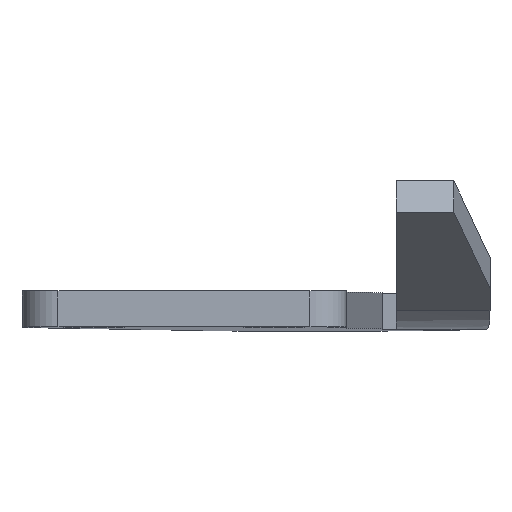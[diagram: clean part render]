
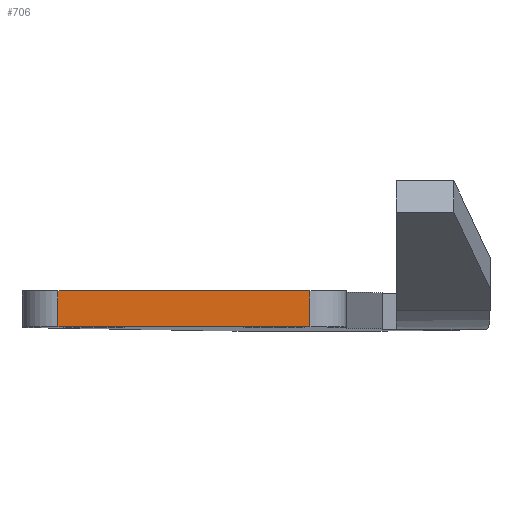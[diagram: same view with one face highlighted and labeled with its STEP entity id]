
A CAD part, top view. The second image highlights one B-rep face of the part: STEP entity #706.
In plain terms, the highlighted planar face has unit normal (0, 0, 1).
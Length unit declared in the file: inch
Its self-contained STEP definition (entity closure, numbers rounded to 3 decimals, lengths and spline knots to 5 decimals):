
#27 = VERTEX_POINT ( 'NONE', #1113 ) ;
#71 = LINE ( 'NONE', #1077, #1179 ) ;
#77 = FACE_OUTER_BOUND ( 'NONE', #136, .T. ) ;
#136 = EDGE_LOOP ( 'NONE', ( #1661, #234, #1235, #186 ) ) ;
#184 = VECTOR ( 'NONE', #1679, 39.37008 ) ;
#186 = ORIENTED_EDGE ( 'NONE', *, *, #1628, .T. ) ;
#213 = EDGE_CURVE ( 'NONE', #1633, #595, #1120, .T. ) ;
#234 = ORIENTED_EDGE ( 'NONE', *, *, #213, .F. ) ;
#289 = DIRECTION ( 'NONE',  ( 0., 1., 0. ) ) ;
#307 = VECTOR ( 'NONE', #1194, 39.37008 ) ;
#571 = DIRECTION ( 'NONE',  ( -1., 0., 0. ) ) ;
#587 = DIRECTION ( 'NONE',  ( -1., 0., 0. ) ) ;
#595 = VERTEX_POINT ( 'NONE', #1302 ) ;
#597 = DIRECTION ( 'NONE',  ( 0., 0., -1. ) ) ;
#630 = CARTESIAN_POINT ( 'NONE',  ( 0., 0.0625, -6.30698 ) ) ;
#673 = LINE ( 'NONE', #1163, #307 ) ;
#703 = VECTOR ( 'NONE', #571, 39.37008 ) ;
#706 = ADVANCED_FACE ( 'NONE', ( #77 ), #828, .F. ) ;
#822 = CARTESIAN_POINT ( 'NONE',  ( 0.75, 0.0625, -6.30698 ) ) ;
#828 = PLANE ( 'NONE',  #1648 ) ;
#837 = CARTESIAN_POINT ( 'NONE',  ( -0.25, 0.1875, -6.30698 ) ) ;
#888 = VERTEX_POINT ( 'NONE', #1301 ) ;
#971 = LINE ( 'NONE', #837, #703 ) ;
#1077 = CARTESIAN_POINT ( 'NONE',  ( 0.75, 0.1875, -6.30698 ) ) ;
#1113 = CARTESIAN_POINT ( 'NONE',  ( 0.75, 0.1875, -6.30698 ) ) ;
#1120 = LINE ( 'NONE', #630, #184 ) ;
#1163 = CARTESIAN_POINT ( 'NONE',  ( -0.125, 0.1875, -6.30698 ) ) ;
#1179 = VECTOR ( 'NONE', #289, 39.37008 ) ;
#1194 = DIRECTION ( 'NONE',  ( 0., 1., 0. ) ) ;
#1235 = ORIENTED_EDGE ( 'NONE', *, *, #1337, .T. ) ;
#1301 = CARTESIAN_POINT ( 'NONE',  ( -0.125, 0.1875, -6.30698 ) ) ;
#1302 = CARTESIAN_POINT ( 'NONE',  ( -0.125, 0.0625, -6.30698 ) ) ;
#1337 = EDGE_CURVE ( 'NONE', #1633, #27, #71, .T. ) ;
#1370 = CARTESIAN_POINT ( 'NONE',  ( -0.25, 0.1875, -6.30698 ) ) ;
#1445 = EDGE_CURVE ( 'NONE', #595, #888, #673, .T. ) ;
#1628 = EDGE_CURVE ( 'NONE', #27, #888, #971, .T. ) ;
#1633 = VERTEX_POINT ( 'NONE', #822 ) ;
#1648 = AXIS2_PLACEMENT_3D ( 'NONE', #1370, #597, #587 ) ;
#1661 = ORIENTED_EDGE ( 'NONE', *, *, #1445, .F. ) ;
#1679 = DIRECTION ( 'NONE',  ( -1., 0., 0. ) ) ;
